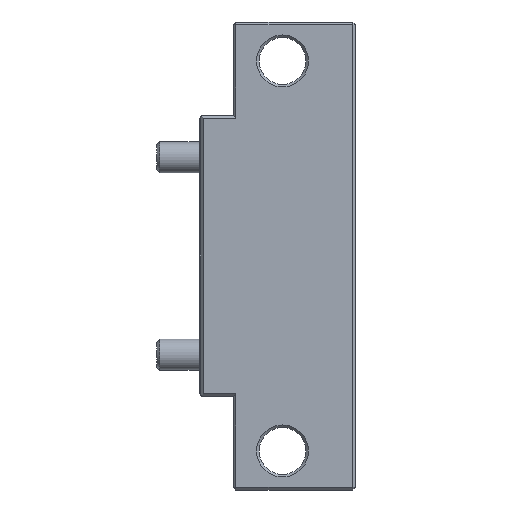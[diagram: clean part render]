
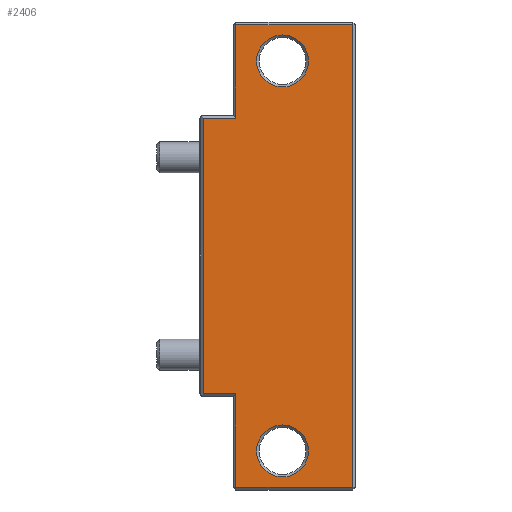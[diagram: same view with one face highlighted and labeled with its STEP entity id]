
A CAD part, front view. The second image highlights one B-rep face of the part: STEP entity #2406.
In plain terms, the highlighted planar face has unit normal (0, -1, 0).
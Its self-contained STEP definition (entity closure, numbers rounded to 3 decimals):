
#133=LINE('',#3835,#329);
#138=LINE('',#3845,#334);
#139=LINE('',#3847,#335);
#140=LINE('',#3849,#336);
#141=LINE('',#3851,#337);
#142=LINE('',#3853,#338);
#143=LINE('',#3855,#339);
#144=LINE('',#3856,#340);
#329=VECTOR('',#3076,10.);
#334=VECTOR('',#3083,10.);
#335=VECTOR('',#3084,10.);
#336=VECTOR('',#3085,10.);
#337=VECTOR('',#3086,10.);
#338=VECTOR('',#3087,10.);
#339=VECTOR('',#3088,10.);
#340=VECTOR('',#3089,10.);
#493=FACE_BOUND('',#711,.T.);
#494=FACE_BOUND('',#712,.T.);
#568=FACE_OUTER_BOUND('',#710,.T.);
#710=EDGE_LOOP('',(#1781,#1782,#1783,#1784,#1785,#1786,#1787,#1788));
#711=EDGE_LOOP('',(#1789));
#712=EDGE_LOOP('',(#1790));
#869=CIRCLE('',#2633,5.);
#870=CIRCLE('',#2634,5.);
#1028=VERTEX_POINT('',#3832);
#1029=VERTEX_POINT('',#3834);
#1033=VERTEX_POINT('',#3844);
#1034=VERTEX_POINT('',#3846);
#1035=VERTEX_POINT('',#3848);
#1036=VERTEX_POINT('',#3850);
#1037=VERTEX_POINT('',#3852);
#1038=VERTEX_POINT('',#3854);
#1039=VERTEX_POINT('',#3857);
#1040=VERTEX_POINT('',#3859);
#1290=EDGE_CURVE('',#1028,#1029,#133,.T.);
#1295=EDGE_CURVE('',#1033,#1028,#138,.T.);
#1296=EDGE_CURVE('',#1034,#1033,#139,.T.);
#1297=EDGE_CURVE('',#1035,#1034,#140,.T.);
#1298=EDGE_CURVE('',#1036,#1035,#141,.T.);
#1299=EDGE_CURVE('',#1037,#1036,#142,.T.);
#1300=EDGE_CURVE('',#1038,#1037,#143,.T.);
#1301=EDGE_CURVE('',#1029,#1038,#144,.T.);
#1302=EDGE_CURVE('',#1039,#1039,#869,.T.);
#1303=EDGE_CURVE('',#1040,#1040,#870,.T.);
#1781=ORIENTED_EDGE('',*,*,#1290,.F.);
#1782=ORIENTED_EDGE('',*,*,#1295,.F.);
#1783=ORIENTED_EDGE('',*,*,#1296,.F.);
#1784=ORIENTED_EDGE('',*,*,#1297,.F.);
#1785=ORIENTED_EDGE('',*,*,#1298,.F.);
#1786=ORIENTED_EDGE('',*,*,#1299,.F.);
#1787=ORIENTED_EDGE('',*,*,#1300,.F.);
#1788=ORIENTED_EDGE('',*,*,#1301,.F.);
#1789=ORIENTED_EDGE('',*,*,#1302,.F.);
#1790=ORIENTED_EDGE('',*,*,#1303,.F.);
#2164=PLANE('',#2632);
#2406=ADVANCED_FACE('',(#568,#493,#494),#2164,.T.);
#2632=AXIS2_PLACEMENT_3D('',#3843,#3081,#3082);
#2633=AXIS2_PLACEMENT_3D('',#3858,#3090,#3091);
#2634=AXIS2_PLACEMENT_3D('',#3860,#3092,#3093);
#3076=DIRECTION('',(0.,0.,1.));
#3081=DIRECTION('center_axis',(0.,-1.,0.));
#3082=DIRECTION('ref_axis',(1.,0.,0.));
#3083=DIRECTION('',(-1.,0.,0.));
#3084=DIRECTION('',(0.,0.,1.));
#3085=DIRECTION('',(-1.,0.,0.));
#3086=DIRECTION('',(0.,0.,-1.));
#3087=DIRECTION('',(1.,0.,0.));
#3088=DIRECTION('',(0.,0.,1.));
#3089=DIRECTION('',(1.,0.,0.));
#3090=DIRECTION('center_axis',(0.,-1.,0.));
#3091=DIRECTION('ref_axis',(1.,0.,0.));
#3092=DIRECTION('center_axis',(0.,-1.,0.));
#3093=DIRECTION('ref_axis',(1.,0.,0.));
#3832=CARTESIAN_POINT('',(0.75,0.,18.5));
#3834=CARTESIAN_POINT('',(0.75,0.,71.5));
#3835=CARTESIAN_POINT('',(0.75,0.,36.));
#3843=CARTESIAN_POINT('Origin',(0.,0.,0.));
#3844=CARTESIAN_POINT('',(7.,0.,18.5));
#3845=CARTESIAN_POINT('',(3.,0.,18.5));
#3846=CARTESIAN_POINT('',(7.,0.,0.5));
#3847=CARTESIAN_POINT('',(7.,0.,0.));
#3848=CARTESIAN_POINT('',(29.5,0.,0.5));
#3849=CARTESIAN_POINT('',(3.618,0.,0.5));
#3850=CARTESIAN_POINT('',(29.5,0.,89.5));
#3851=CARTESIAN_POINT('',(29.5,0.,0.));
#3852=CARTESIAN_POINT('',(7.,0.,89.5));
#3853=CARTESIAN_POINT('',(3.618,0.,89.5));
#3854=CARTESIAN_POINT('',(7.,0.,71.5));
#3855=CARTESIAN_POINT('',(7.,0.,36.));
#3856=CARTESIAN_POINT('',(0.,0.,71.5));
#3857=CARTESIAN_POINT('',(11.,0.,7.5));
#3858=CARTESIAN_POINT('Origin',(16.,0.,7.5));
#3859=CARTESIAN_POINT('',(11.,0.,82.5));
#3860=CARTESIAN_POINT('Origin',(16.,0.,82.5));
